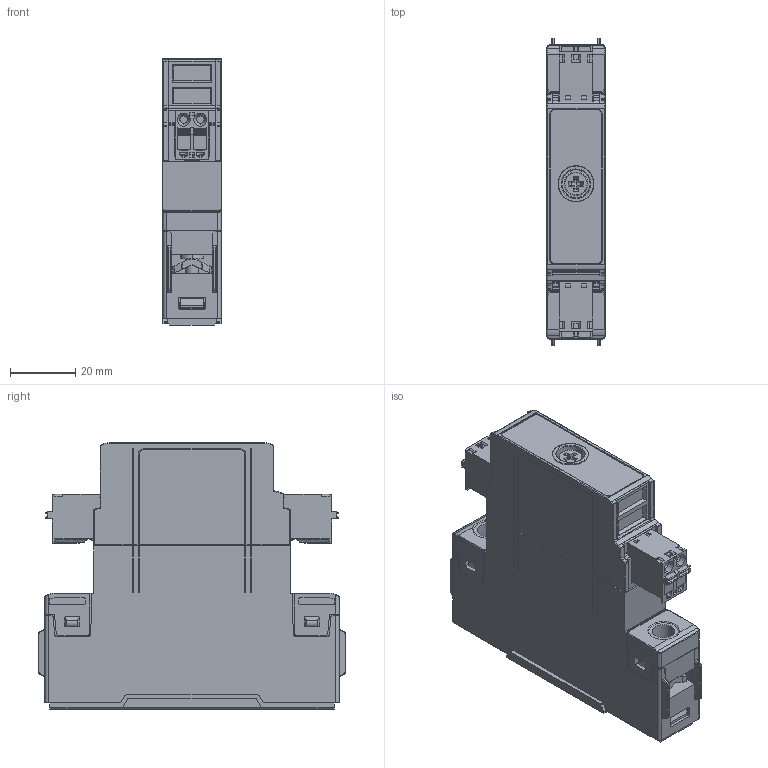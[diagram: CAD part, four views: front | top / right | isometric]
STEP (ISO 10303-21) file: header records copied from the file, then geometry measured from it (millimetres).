
FILE_DESCRIPTION((''),'2;1');
FILE_NAME('CGI1371-00.stp','2017-08-22T10:27:38',(''),(''),'Mechanical Desktop 2011','Mechanical Desktop 2011',', , ');
FILE_SCHEMA(('AUTOMOTIVE_DESIGN { 1 2 10303 214 1 1 1 1 }'));
Length unit declared in the file: millimetre
Products named in the file (2): Product; CGI1371
Bounding box: 17.8 x 94 x 81.6 mm (x, y, z)
Volume: 99084.6 mm3; surface area: 26517.8 mm2
Topology: 1 solids, 1 shells, 1359 faces, 3861 edges, 2501 vertices
Faces by surface type: bspline 692, plane 366, cylinder 213, sphere 54, cone 19, torus 15
Entity records: 53955 total; most frequent: CARTESIAN_POINT 20224, ORIENTED_EDGE 7670, DIRECTION 6162, EDGE_CURVE 3835, VECTOR 2522, LINE 2522, VERTEX_POINT 2501, AXIS2_PLACEMENT_3D 1820
